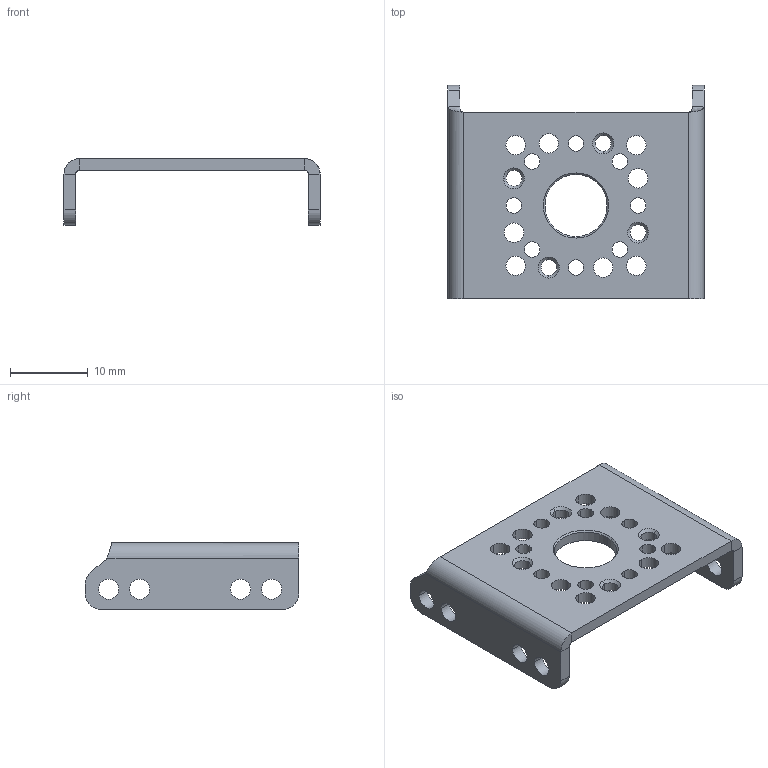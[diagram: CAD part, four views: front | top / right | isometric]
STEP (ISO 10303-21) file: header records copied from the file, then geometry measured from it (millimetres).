
FILE_DESCRIPTION(/* description */ (''),/* implementation_level */ '2;1');
FILE_NAME(/* name */ '14_FR07_S101.step',/* time_stamp */ '2011-05-25T18:12:37-04:00',/* author */ (''),/* organization */ (''),/* preprocessor_version */ 'ST-DEVELOPER v11',/* originating_system */ 'SIEMENS PLM Software NX 7.0',/* authorisation */ '');
FILE_SCHEMA (('AUTOMOTIVE_DESIGN { 1 0 10303 214 1 1 1 1 }'));
Length unit declared in the file: millimetre
Products named in the file (1): 14_FR07_S101
Bounding box: 33 x 27.5 x 8.6 mm (x, y, z)
Volume: 1458.2 mm3; surface area: 2503.4 mm2
Topology: 1 solids, 1 shells, 102 faces, 274 edges, 174 vertices
Faces by surface type: cylinder 72, plane 18, cone 10, bspline 2
Entity records: 3498 total; most frequent: CARTESIAN_POINT 687, DIRECTION 620, ORIENTED_EDGE 548, EDGE_CURVE 274, AXIS2_PLACEMENT_3D 251, VERTEX_POINT 174, EDGE_LOOP 160, CIRCLE 150
